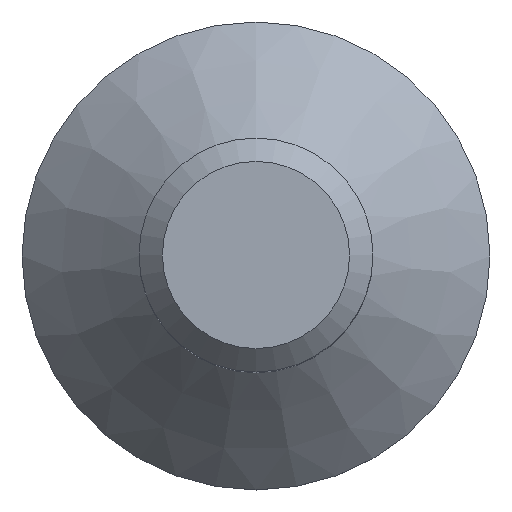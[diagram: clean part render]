
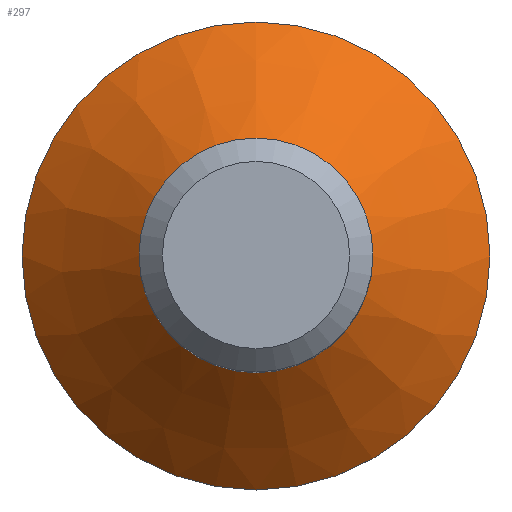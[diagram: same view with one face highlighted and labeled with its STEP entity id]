
A CAD part, top view. The second image highlights one B-rep face of the part: STEP entity #297.
In plain terms, the highlighted conical face has half-angle 45 degrees and reference radius 4 mm.
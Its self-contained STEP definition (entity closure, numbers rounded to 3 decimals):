
#239 = FACE_OUTER_BOUND ( 'NONE', #7632, .T. ) ;
#297 = ADVANCED_FACE ( 'NONE', ( #239, #3316 ), #14124, .T. ) ;
#361 = CARTESIAN_POINT ( 'NONE',  ( 0., 0., 0.3 ) ) ;
#1398 = DIRECTION ( 'NONE',  ( 0., 1., 0. ) ) ;
#1777 = AXIS2_PLACEMENT_3D ( 'NONE', #10259, #10311, #9239 ) ;
#3181 = ORIENTED_EDGE ( 'NONE', *, *, #8080, .F. ) ;
#3316 = FACE_BOUND ( 'NONE', #8496, .T. ) ;
#4004 = DIRECTION ( 'NONE',  ( 0., 1., 0. ) ) ;
#5617 = CARTESIAN_POINT ( 'NONE',  ( 0., 2., 2.3 ) ) ;
#6008 = VERTEX_POINT ( 'NONE', #13234 ) ;
#6141 = CIRCLE ( 'NONE', #1777, 4. ) ;
#7112 = ORIENTED_EDGE ( 'NONE', *, *, #10685, .T. ) ;
#7632 = EDGE_LOOP ( 'NONE', ( #3181 ) ) ;
#8019 = DIRECTION ( 'NONE',  ( 0., 0., -1. ) ) ;
#8080 = EDGE_CURVE ( 'NONE', #6008, #6008, #6141, .T. ) ;
#8445 = DIRECTION ( 'NONE',  ( 0., 0., -1. ) ) ;
#8496 = EDGE_LOOP ( 'NONE', ( #7112 ) ) ;
#9239 = DIRECTION ( 'NONE',  ( 0., 1., 0. ) ) ;
#9373 = AXIS2_PLACEMENT_3D ( 'NONE', #10569, #8445, #4004 ) ;
#10259 = CARTESIAN_POINT ( 'NONE',  ( 0., 0., 0.3 ) ) ;
#10311 = DIRECTION ( 'NONE',  ( 0., 0., -1. ) ) ;
#10569 = CARTESIAN_POINT ( 'NONE',  ( 0., 0., 2.3 ) ) ;
#10685 = EDGE_CURVE ( 'NONE', #11656, #11656, #12117, .T. ) ;
#11656 = VERTEX_POINT ( 'NONE', #5617 ) ;
#12117 = CIRCLE ( 'NONE', #9373, 2. ) ;
#12679 = AXIS2_PLACEMENT_3D ( 'NONE', #361, #8019, #1398 ) ;
#13234 = CARTESIAN_POINT ( 'NONE',  ( 0., 4., 0.3 ) ) ;
#14124 = CONICAL_SURFACE ( 'NONE', #12679, 4., 0.785 ) ;
